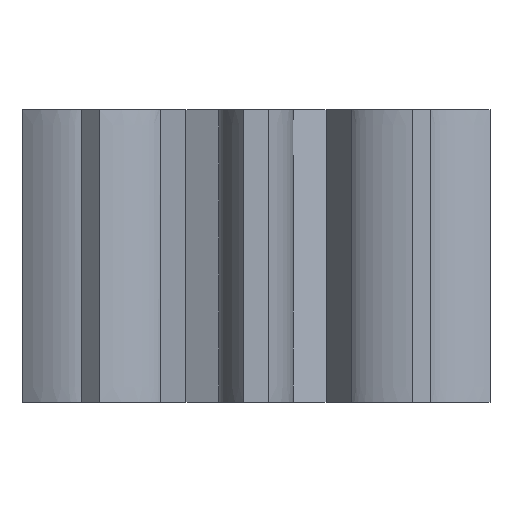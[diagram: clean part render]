
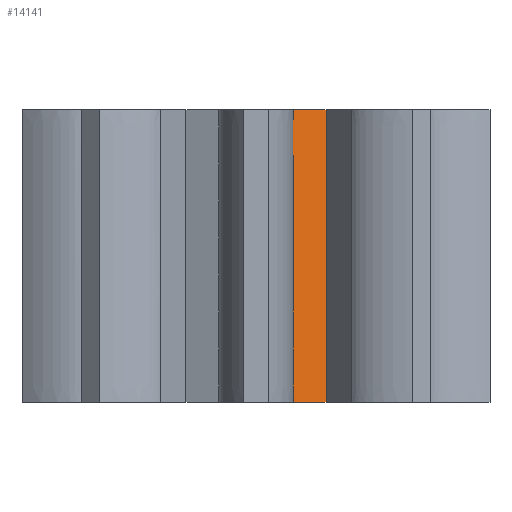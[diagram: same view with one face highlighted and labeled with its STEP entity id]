
A CAD part, front view. The second image highlights one B-rep face of the part: STEP entity #14141.
In plain terms, the highlighted face is a extrusion surface.
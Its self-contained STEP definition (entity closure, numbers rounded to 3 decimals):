
#93 = PLANE('',#94);
#94 = AXIS2_PLACEMENT_3D('',#95,#96,#97);
#95 = CARTESIAN_POINT('',(0.,0.,6.25));
#96 = DIRECTION('',(0.,0.,1.));
#97 = DIRECTION('',(1.,0.,0.));
#168 = PLANE('',#169);
#169 = AXIS2_PLACEMENT_3D('',#170,#171,#172);
#170 = CARTESIAN_POINT('',(0.,0.,0.));
#171 = DIRECTION('',(0.,0.,1.));
#172 = DIRECTION('',(1.,0.,0.));
#2181 = VERTEX_POINT('',#2182);
#2182 = CARTESIAN_POINT('',(0.577,-2.689,0.));
#2194 = SURFACE_OF_LINEAR_EXTRUSION('',#2195,#2198);
#2195 = B_SPLINE_CURVE_WITH_KNOTS('',1,(#2196,#2197),.UNSPECIFIED.,.F.,
  .F.,(2,2),(0.,1.009),.PIECEWISE_BEZIER_KNOTS.);
#2196 = CARTESIAN_POINT('',(0.788,-3.675,0.));
#2197 = CARTESIAN_POINT('',(0.577,-2.689,0.));
#2198 = VECTOR('',#2199,1.);
#2199 = DIRECTION('',(-0.,-0.,-1.));
#2207 = EDGE_CURVE('',#2181,#2208,#2210,.T.);
#2208 = VERTEX_POINT('',#2209);
#2209 = CARTESIAN_POINT('',(1.494,-2.309,0.));
#2210 = SURFACE_CURVE('',#2211,(#2214,#2220),.PCURVE_S1.);
#2211 = B_SPLINE_CURVE_WITH_KNOTS('',1,(#2212,#2213),.UNSPECIFIED.,.F.,
  .F.,(2,2),(0.,0.992),.PIECEWISE_BEZIER_KNOTS.);
#2212 = CARTESIAN_POINT('',(0.577,-2.689,0.));
#2213 = CARTESIAN_POINT('',(1.494,-2.309,0.));
#2214 = PCURVE('',#168,#2215);
#2215 = DEFINITIONAL_REPRESENTATION('',(#2216),#2219);
#2216 = B_SPLINE_CURVE_WITH_KNOTS('',1,(#2217,#2218),.UNSPECIFIED.,.F.,
  .F.,(2,2),(0.,0.992),.PIECEWISE_BEZIER_KNOTS.);
#2217 = CARTESIAN_POINT('',(0.577,-2.689));
#2218 = CARTESIAN_POINT('',(1.494,-2.309));
#2219 = ( GEOMETRIC_REPRESENTATION_CONTEXT(2) 
PARAMETRIC_REPRESENTATION_CONTEXT() REPRESENTATION_CONTEXT('2D SPACE',''
  ) );
#2220 = PCURVE('',#2221,#2227);
#2221 = SURFACE_OF_LINEAR_EXTRUSION('',#2222,#2225);
#2222 = B_SPLINE_CURVE_WITH_KNOTS('',1,(#2223,#2224),.UNSPECIFIED.,.F.,
  .F.,(2,2),(0.,0.992),.PIECEWISE_BEZIER_KNOTS.);
#2223 = CARTESIAN_POINT('',(0.577,-2.689,0.));
#2224 = CARTESIAN_POINT('',(1.494,-2.309,0.));
#2225 = VECTOR('',#2226,1.);
#2226 = DIRECTION('',(-0.,-0.,-1.));
#2227 = DEFINITIONAL_REPRESENTATION('',(#2228),#2232);
#2228 = LINE('',#2229,#2230);
#2229 = CARTESIAN_POINT('',(0.,0.));
#2230 = VECTOR('',#2231,1.);
#2231 = DIRECTION('',(1.,0.));
#2232 = ( GEOMETRIC_REPRESENTATION_CONTEXT(2) 
PARAMETRIC_REPRESENTATION_CONTEXT() REPRESENTATION_CONTEXT('2D SPACE',''
  ) );
#2248 = SURFACE_OF_LINEAR_EXTRUSION('',#2249,#2252);
#2249 = B_SPLINE_CURVE_WITH_KNOTS('',1,(#2250,#2251),.UNSPECIFIED.,.F.,
  .F.,(2,2),(0.,1.009),.PIECEWISE_BEZIER_KNOTS.);
#2250 = CARTESIAN_POINT('',(1.494,-2.309,0.));
#2251 = CARTESIAN_POINT('',(2.041,-3.156,0.));
#2252 = VECTOR('',#2253,1.);
#2253 = DIRECTION('',(-0.,-0.,-1.));
#3815 = VERTEX_POINT('',#3816);
#3816 = CARTESIAN_POINT('',(0.577,-2.689,6.25));
#3835 = EDGE_CURVE('',#3815,#3836,#3838,.T.);
#3836 = VERTEX_POINT('',#3837);
#3837 = CARTESIAN_POINT('',(1.494,-2.309,6.25));
#3838 = SURFACE_CURVE('',#3839,(#3842,#3848),.PCURVE_S1.);
#3839 = B_SPLINE_CURVE_WITH_KNOTS('',1,(#3840,#3841),.UNSPECIFIED.,.F.,
  .F.,(2,2),(0.,0.992),.PIECEWISE_BEZIER_KNOTS.);
#3840 = CARTESIAN_POINT('',(0.577,-2.689,6.25));
#3841 = CARTESIAN_POINT('',(1.494,-2.309,6.25));
#3842 = PCURVE('',#93,#3843);
#3843 = DEFINITIONAL_REPRESENTATION('',(#3844),#3847);
#3844 = B_SPLINE_CURVE_WITH_KNOTS('',1,(#3845,#3846),.UNSPECIFIED.,.F.,
  .F.,(2,2),(0.,0.992),.PIECEWISE_BEZIER_KNOTS.);
#3845 = CARTESIAN_POINT('',(0.577,-2.689));
#3846 = CARTESIAN_POINT('',(1.494,-2.309));
#3847 = ( GEOMETRIC_REPRESENTATION_CONTEXT(2) 
PARAMETRIC_REPRESENTATION_CONTEXT() REPRESENTATION_CONTEXT('2D SPACE',''
  ) );
#3848 = PCURVE('',#2221,#3849);
#3849 = DEFINITIONAL_REPRESENTATION('',(#3850),#3854);
#3850 = LINE('',#3851,#3852);
#3851 = CARTESIAN_POINT('',(0.,-6.25));
#3852 = VECTOR('',#3853,1.);
#3853 = DIRECTION('',(1.,0.));
#3854 = ( GEOMETRIC_REPRESENTATION_CONTEXT(2) 
PARAMETRIC_REPRESENTATION_CONTEXT() REPRESENTATION_CONTEXT('2D SPACE',''
  ) );
#14091 = EDGE_CURVE('',#2208,#3836,#14092,.T.);
#14092 = SURFACE_CURVE('',#14093,(#14097,#14104),.PCURVE_S1.);
#14093 = LINE('',#14094,#14095);
#14094 = CARTESIAN_POINT('',(1.494,-2.309,0.));
#14095 = VECTOR('',#14096,1.);
#14096 = DIRECTION('',(0.,0.,1.));
#14097 = PCURVE('',#2248,#14098);
#14098 = DEFINITIONAL_REPRESENTATION('',(#14099),#14103);
#14099 = LINE('',#14100,#14101);
#14100 = CARTESIAN_POINT('',(0.,0.));
#14101 = VECTOR('',#14102,1.);
#14102 = DIRECTION('',(0.,-1.));
#14103 = ( GEOMETRIC_REPRESENTATION_CONTEXT(2) 
PARAMETRIC_REPRESENTATION_CONTEXT() REPRESENTATION_CONTEXT('2D SPACE',''
  ) );
#14104 = PCURVE('',#2221,#14105);
#14105 = DEFINITIONAL_REPRESENTATION('',(#14106),#14110);
#14106 = LINE('',#14107,#14108);
#14107 = CARTESIAN_POINT('',(0.992,0.));
#14108 = VECTOR('',#14109,1.);
#14109 = DIRECTION('',(0.,-1.));
#14110 = ( GEOMETRIC_REPRESENTATION_CONTEXT(2) 
PARAMETRIC_REPRESENTATION_CONTEXT() REPRESENTATION_CONTEXT('2D SPACE',''
  ) );
#14141 = ADVANCED_FACE('',(#14142),#2221,.F.);
#14142 = FACE_BOUND('',#14143,.F.);
#14143 = EDGE_LOOP('',(#14144,#14165,#14166,#14167));
#14144 = ORIENTED_EDGE('',*,*,#14145,.T.);
#14145 = EDGE_CURVE('',#2181,#3815,#14146,.T.);
#14146 = SURFACE_CURVE('',#14147,(#14151,#14158),.PCURVE_S1.);
#14147 = LINE('',#14148,#14149);
#14148 = CARTESIAN_POINT('',(0.577,-2.689,0.));
#14149 = VECTOR('',#14150,1.);
#14150 = DIRECTION('',(0.,0.,1.));
#14151 = PCURVE('',#2221,#14152);
#14152 = DEFINITIONAL_REPRESENTATION('',(#14153),#14157);
#14153 = LINE('',#14154,#14155);
#14154 = CARTESIAN_POINT('',(0.,0.));
#14155 = VECTOR('',#14156,1.);
#14156 = DIRECTION('',(0.,-1.));
#14157 = ( GEOMETRIC_REPRESENTATION_CONTEXT(2) 
PARAMETRIC_REPRESENTATION_CONTEXT() REPRESENTATION_CONTEXT('2D SPACE',''
  ) );
#14158 = PCURVE('',#2194,#14159);
#14159 = DEFINITIONAL_REPRESENTATION('',(#14160),#14164);
#14160 = LINE('',#14161,#14162);
#14161 = CARTESIAN_POINT('',(1.009,0.));
#14162 = VECTOR('',#14163,1.);
#14163 = DIRECTION('',(0.,-1.));
#14164 = ( GEOMETRIC_REPRESENTATION_CONTEXT(2) 
PARAMETRIC_REPRESENTATION_CONTEXT() REPRESENTATION_CONTEXT('2D SPACE',''
  ) );
#14165 = ORIENTED_EDGE('',*,*,#3835,.T.);
#14166 = ORIENTED_EDGE('',*,*,#14091,.F.);
#14167 = ORIENTED_EDGE('',*,*,#2207,.F.);
